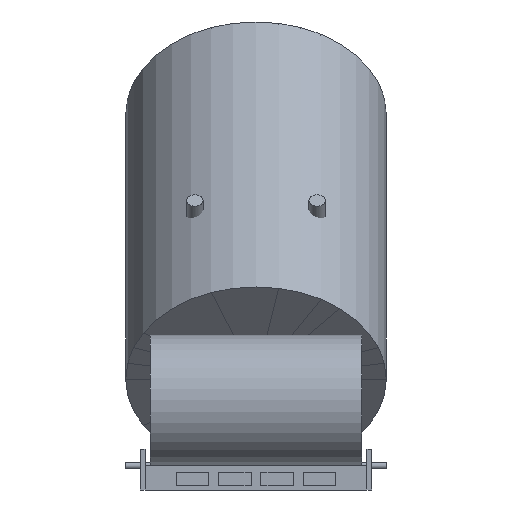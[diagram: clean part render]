
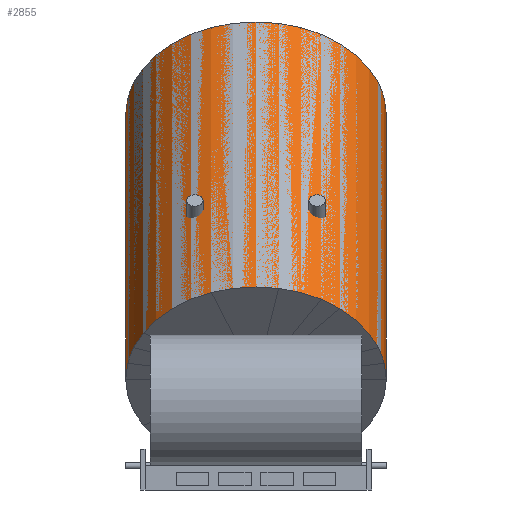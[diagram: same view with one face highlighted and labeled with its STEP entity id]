
A CAD part, front view. The second image highlights one B-rep face of the part: STEP entity #2855.
In plain terms, the highlighted cylindrical face has radius 80 mm (diameter 160 mm), a full revolution.
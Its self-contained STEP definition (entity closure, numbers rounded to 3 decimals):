
#2778 = SURFACE_OF_REVOLUTION('',#2779,#2783);
#2779 = LINE('',#2780,#2781);
#2780 = CARTESIAN_POINT('',(-80.,203.033,68.033));
#2781 = VECTOR('',#2782,1.);
#2782 = DIRECTION('',(1.,0.,0.));
#2783 = AXIS1_PLACEMENT('',#2784,#2785);
#2784 = CARTESIAN_POINT('',(0.,206.569,71.569));
#2785 = DIRECTION('',(0.,-0.707,-0.707));
#2806 = VERTEX_POINT('',#2807);
#2807 = CARTESIAN_POINT('',(80.,203.033,68.033));
#2828 = EDGE_CURVE('',#2806,#2806,#2829,.T.);
#2829 = SURFACE_CURVE('',#2830,(#2835,#2842),.PCURVE_S1.);
#2830 = CIRCLE('',#2831,80.);
#2831 = AXIS2_PLACEMENT_3D('',#2832,#2833,#2834);
#2832 = CARTESIAN_POINT('',(0.,203.033,68.033));
#2833 = DIRECTION('',(0.,-0.707,-0.707));
#2834 = DIRECTION('',(1.,0.,0.));
#2835 = PCURVE('',#2778,#2836);
#2836 = DEFINITIONAL_REPRESENTATION('',(#2837),#2841);
#2837 = LINE('',#2838,#2839);
#2838 = CARTESIAN_POINT('',(0.,160.));
#2839 = VECTOR('',#2840,1.);
#2840 = DIRECTION('',(1.,0.));
#2841 = ( GEOMETRIC_REPRESENTATION_CONTEXT(2) 
PARAMETRIC_REPRESENTATION_CONTEXT() REPRESENTATION_CONTEXT('2D SPACE',''
  ) );
#2842 = PCURVE('',#2843,#2848);
#2843 = CYLINDRICAL_SURFACE('',#2844,80.);
#2844 = AXIS2_PLACEMENT_3D('',#2845,#2846,#2847);
#2845 = CARTESIAN_POINT('',(0.,203.033,68.033));
#2846 = DIRECTION('',(0.,0.707,0.707));
#2847 = DIRECTION('',(1.,0.,0.));
#2848 = DEFINITIONAL_REPRESENTATION('',(#2849),#2853);
#2849 = LINE('',#2850,#2851);
#2850 = CARTESIAN_POINT('',(-0.,0.));
#2851 = VECTOR('',#2852,1.);
#2852 = DIRECTION('',(-1.,0.));
#2853 = ( GEOMETRIC_REPRESENTATION_CONTEXT(2) 
PARAMETRIC_REPRESENTATION_CONTEXT() REPRESENTATION_CONTEXT('2D SPACE',''
  ) );
#2855 = ADVANCED_FACE('',(#2856),#2843,.F.);
#2856 = FACE_BOUND('',#2857,.T.);
#2857 = EDGE_LOOP('',(#2858,#2859,#2882,#2912));
#2858 = ORIENTED_EDGE('',*,*,#2828,.T.);
#2859 = ORIENTED_EDGE('',*,*,#2860,.T.);
#2860 = EDGE_CURVE('',#2806,#2861,#2863,.T.);
#2861 = VERTEX_POINT('',#2862);
#2862 = CARTESIAN_POINT('',(80.,365.668,230.668));
#2863 = SEAM_CURVE('',#2864,(#2868,#2875),.PCURVE_S1.);
#2864 = LINE('',#2865,#2866);
#2865 = CARTESIAN_POINT('',(80.,203.033,68.033));
#2866 = VECTOR('',#2867,1.);
#2867 = DIRECTION('',(0.,0.707,0.707));
#2868 = PCURVE('',#2843,#2869);
#2869 = DEFINITIONAL_REPRESENTATION('',(#2870),#2874);
#2870 = LINE('',#2871,#2872);
#2871 = CARTESIAN_POINT('',(-6.283,0.));
#2872 = VECTOR('',#2873,1.);
#2873 = DIRECTION('',(-0.,1.));
#2874 = ( GEOMETRIC_REPRESENTATION_CONTEXT(2) 
PARAMETRIC_REPRESENTATION_CONTEXT() REPRESENTATION_CONTEXT('2D SPACE',''
  ) );
#2875 = PCURVE('',#2843,#2876);
#2876 = DEFINITIONAL_REPRESENTATION('',(#2877),#2881);
#2877 = LINE('',#2878,#2879);
#2878 = CARTESIAN_POINT('',(-0.,0.));
#2879 = VECTOR('',#2880,1.);
#2880 = DIRECTION('',(-0.,1.));
#2881 = ( GEOMETRIC_REPRESENTATION_CONTEXT(2) 
PARAMETRIC_REPRESENTATION_CONTEXT() REPRESENTATION_CONTEXT('2D SPACE',''
  ) );
#2882 = ORIENTED_EDGE('',*,*,#2883,.F.);
#2883 = EDGE_CURVE('',#2861,#2861,#2884,.T.);
#2884 = SURFACE_CURVE('',#2885,(#2890,#2897),.PCURVE_S1.);
#2885 = CIRCLE('',#2886,80.);
#2886 = AXIS2_PLACEMENT_3D('',#2887,#2888,#2889);
#2887 = CARTESIAN_POINT('',(0.,365.668,230.668));
#2888 = DIRECTION('',(0.,-0.707,-0.707));
#2889 = DIRECTION('',(1.,0.,0.));
#2890 = PCURVE('',#2843,#2891);
#2891 = DEFINITIONAL_REPRESENTATION('',(#2892),#2896);
#2892 = LINE('',#2893,#2894);
#2893 = CARTESIAN_POINT('',(-0.,230.));
#2894 = VECTOR('',#2895,1.);
#2895 = DIRECTION('',(-1.,0.));
#2896 = ( GEOMETRIC_REPRESENTATION_CONTEXT(2) 
PARAMETRIC_REPRESENTATION_CONTEXT() REPRESENTATION_CONTEXT('2D SPACE',''
  ) );
#2897 = PCURVE('',#2898,#2906);
#2898 = SURFACE_OF_REVOLUTION('',#2899,#2903);
#2899 = LINE('',#2900,#2901);
#2900 = CARTESIAN_POINT('',(80.,365.668,230.668));
#2901 = VECTOR('',#2902,1.);
#2902 = DIRECTION('',(-1.,0.,0.));
#2903 = AXIS1_PLACEMENT('',#2904,#2905);
#2904 = CARTESIAN_POINT('',(0.,206.569,71.569));
#2905 = DIRECTION('',(0.,-0.707,-0.707));
#2906 = DEFINITIONAL_REPRESENTATION('',(#2907),#2911);
#2907 = LINE('',#2908,#2909);
#2908 = CARTESIAN_POINT('',(0.,0.));
#2909 = VECTOR('',#2910,1.);
#2910 = DIRECTION('',(1.,0.));
#2911 = ( GEOMETRIC_REPRESENTATION_CONTEXT(2) 
PARAMETRIC_REPRESENTATION_CONTEXT() REPRESENTATION_CONTEXT('2D SPACE',''
  ) );
#2912 = ORIENTED_EDGE('',*,*,#2860,.F.);
